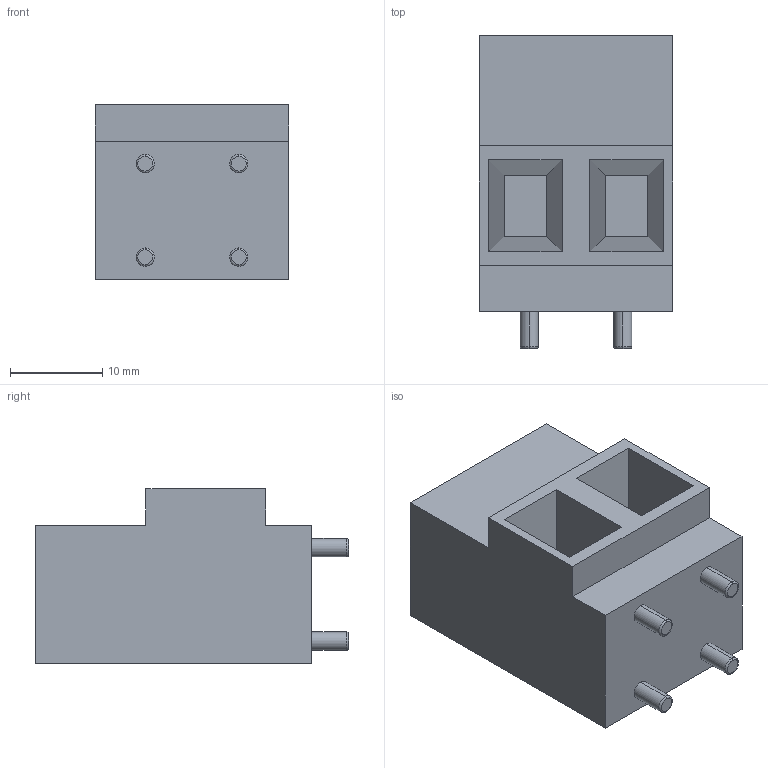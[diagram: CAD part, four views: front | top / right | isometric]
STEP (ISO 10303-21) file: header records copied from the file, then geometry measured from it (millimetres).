
FILE_DESCRIPTION (( 'STEP AP214' ), '1' );
FILE_NAME ('膹樦擨鴀 TL-800.STEP', '2020-09-17T09:14:34', ( '' ), ( '' ), 'SwSTEP 2.0', 'SolidWorks 2017', '' );
FILE_SCHEMA (( 'AUTOMOTIVE_DESIGN' ));
Length unit declared in the file: millimetre
Products named in the file (1): 膹樦擨鴀 TL-800
Bounding box: 21 x 34 x 19 mm (x, y, z)
Volume: 8285.4 mm3; surface area: 4376.5 mm2
Topology: 1 solids, 1 shells, 54 faces, 124 edges, 80 vertices
Faces by surface type: plane 34, cylinder 12, torus 8
Entity records: 2160 total; most frequent: DIRECTION 282, CARTESIAN_POINT 259, ORIENTED_EDGE 248, EDGE_CURVE 124, AXIS2_PLACEMENT_3D 103, VERTEX_POINT 80, VECTOR 76, LINE 76
